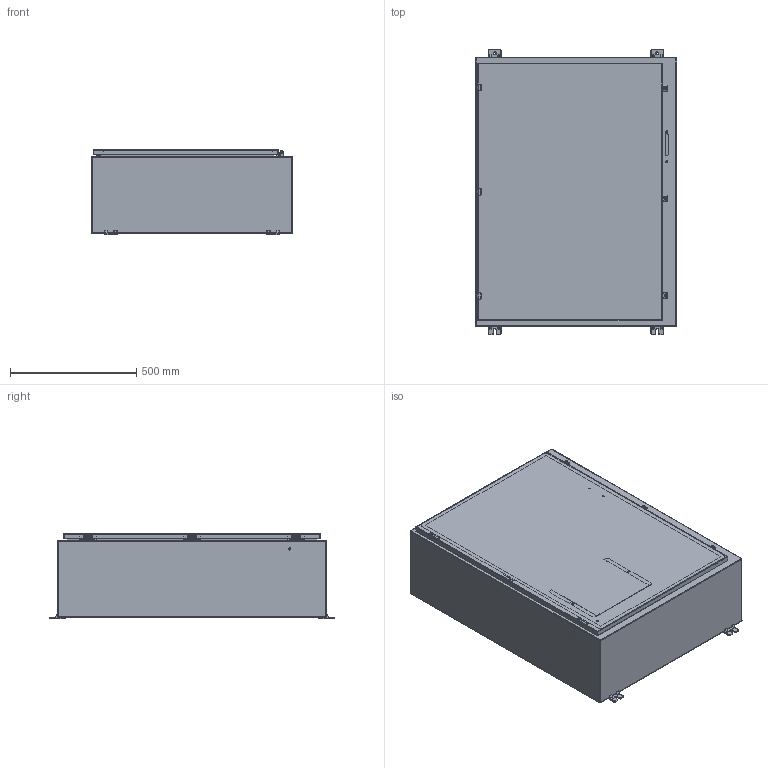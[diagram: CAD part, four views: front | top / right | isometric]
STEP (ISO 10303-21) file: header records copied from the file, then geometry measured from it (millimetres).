
FILE_DESCRIPTION (( 'STEP AP214' ), '1' );
FILE_NAME ('SCE-42HS3112LP.STEP', '2023-04-04T10:16:16', ( '' ), ( '' ), 'SwSTEP 2.0', 'SolidWorks 2021', '' );
FILE_SCHEMA (( 'AUTOMOTIVE_DESIGN' ));
Length unit declared in the file: inch
Products named in the file (1): SCE-42HS3112LP
Bounding box: 796.93 x 1130.3 x 338.91 mm (x, y, z)
Volume: 8762712.3 mm3; surface area: 7943202 mm2
Topology: 73 solids, 73 shells, 3324 faces, 8306 edges, 5114 vertices
Faces by surface type: plane 1276, cylinder 980, bspline 783, torus 161, cone 94, sphere 30
Full cylindrical faces by diameter (mm): 1.016 x3, 3.454 x3, 3.978 x3, 4.318 x9, 4.369 x6, 4.978 x12, 5.156 x3, 5.182 x6, 5.207 x6, 5.232 x6, 5.537 x3, 6.096 x6, 6.198 x6, 6.299 x9, 6.35 x9, 6.363 x2, 7.137 x6, 7.874 x8, 7.925 x8, 8.433 x6, 9.296 x6, 9.322 x6, 9.525 x6, 9.55 x4, 11.125 x2, 12.7 x6, 12.878 x3, 14.288 x2, 14.986 x4
Entity records: 141829 total; most frequent: CARTESIAN_POINT 70597, ORIENTED_EDGE 15480, DIRECTION 12657, EDGE_CURVE 7740, VERTEX_POINT 5011, AXIS2_PLACEMENT_3D 4662, EDGE_LOOP 3919, FACE_OUTER_BOUND 3588
